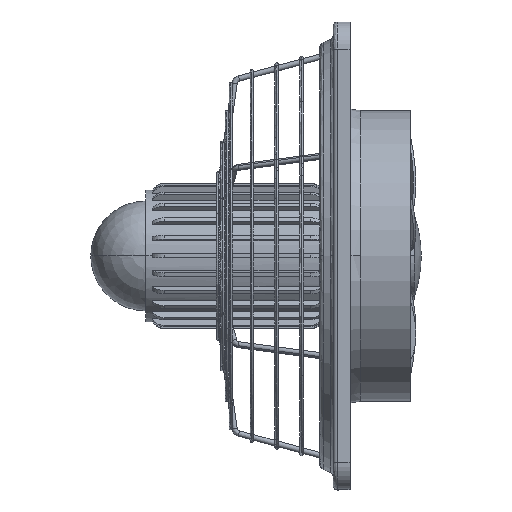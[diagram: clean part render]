
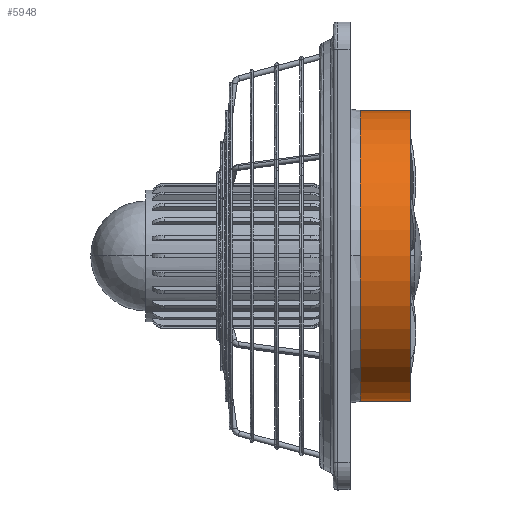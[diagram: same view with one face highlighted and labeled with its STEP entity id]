
A CAD part, top view. The second image highlights one B-rep face of the part: STEP entity #5948.
In plain terms, the highlighted cylindrical face has radius 107.5 mm (diameter 215 mm), a partial arc.
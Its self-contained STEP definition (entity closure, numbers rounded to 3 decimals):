
#1088 = CARTESIAN_POINT ( 'NONE',  ( 95.433, -85.774, 0. ) ) ;
#1767 = CYLINDRICAL_SURFACE ( 'NONE', #16791, 107.5 ) ;
#1893 = CARTESIAN_POINT ( 'NONE',  ( 76.933, -193.274, 0. ) ) ;
#2777 = DIRECTION ( 'NONE',  ( 1., 0., 0. ) ) ;
#2795 = EDGE_LOOP ( 'NONE', ( #32825, #10682, #25290, #17005, #19893 ) ) ;
#3327 = VECTOR ( 'NONE', #20883, 1000. ) ;
#4573 = VECTOR ( 'NONE', #21247, 1000. ) ;
#5948 = ADVANCED_FACE ( 'NONE', ( #19370 ), #1767, .T. ) ;
#7086 = CARTESIAN_POINT ( 'NONE',  ( 76.933, -85.774, 0. ) ) ;
#8787 = AXIS2_PLACEMENT_3D ( 'NONE', #7086, #17875, #34195 ) ;
#9165 = EDGE_CURVE ( 'NONE', #25426, #35283, #26825, .T. ) ;
#9581 = VERTEX_POINT ( 'NONE', #1893 ) ;
#10222 = CIRCLE ( 'NONE', #11998, 107.5 ) ;
#10682 = ORIENTED_EDGE ( 'NONE', *, *, #28181, .T. ) ;
#11998 = AXIS2_PLACEMENT_3D ( 'NONE', #29676, #2777, #35155 ) ;
#12022 = DIRECTION ( 'NONE',  ( 0., -1., 0. ) ) ;
#12999 = CARTESIAN_POINT ( 'NONE',  ( 95.433, -193.274, 0. ) ) ;
#13503 = CARTESIAN_POINT ( 'NONE',  ( 113.933, -85.774, 0. ) ) ;
#14921 = EDGE_CURVE ( 'NONE', #9581, #15422, #22163, .T. ) ;
#15422 = VERTEX_POINT ( 'NONE', #28638 ) ;
#16370 = DIRECTION ( 'NONE',  ( -1., 0., 0. ) ) ;
#16791 = AXIS2_PLACEMENT_3D ( 'NONE', #1088, #31099, #12022 ) ;
#17005 = ORIENTED_EDGE ( 'NONE', *, *, #14921, .T. ) ;
#17656 = VERTEX_POINT ( 'NONE', #30462 ) ;
#17875 = DIRECTION ( 'NONE',  ( 1., 0., 0. ) ) ;
#18755 = DIRECTION ( 'NONE',  ( 0., -1., 0. ) ) ;
#19181 = EDGE_CURVE ( 'NONE', #15422, #35283, #22191, .T. ) ;
#19267 = CIRCLE ( 'NONE', #8787, 107.5 ) ;
#19370 = FACE_OUTER_BOUND ( 'NONE', #2795, .T. ) ;
#19893 = ORIENTED_EDGE ( 'NONE', *, *, #19181, .T. ) ;
#20883 = DIRECTION ( 'NONE',  ( 1., 0., 0. ) ) ;
#21247 = DIRECTION ( 'NONE',  ( 1., 0., 0. ) ) ;
#22163 = LINE ( 'NONE', #12999, #3327 ) ;
#22191 = CIRCLE ( 'NONE', #31313, 107.5 ) ;
#23156 = EDGE_CURVE ( 'NONE', #17656, #9581, #19267, .T. ) ;
#25290 = ORIENTED_EDGE ( 'NONE', *, *, #23156, .T. ) ;
#25426 = VERTEX_POINT ( 'NONE', #29984 ) ;
#26825 = LINE ( 'NONE', #29018, #4573 ) ;
#28181 = EDGE_CURVE ( 'NONE', #25426, #17656, #10222, .T. ) ;
#28638 = CARTESIAN_POINT ( 'NONE',  ( 113.933, -193.274, 0. ) ) ;
#29018 = CARTESIAN_POINT ( 'NONE',  ( 95.433, 21.726, 0. ) ) ;
#29676 = CARTESIAN_POINT ( 'NONE',  ( 76.933, -85.774, 0. ) ) ;
#29984 = CARTESIAN_POINT ( 'NONE',  ( 76.933, 21.726, 0. ) ) ;
#30027 = CARTESIAN_POINT ( 'NONE',  ( 113.933, 21.726, 0. ) ) ;
#30462 = CARTESIAN_POINT ( 'NONE',  ( 76.933, -85.774, 107.5 ) ) ;
#31099 = DIRECTION ( 'NONE',  ( 1., 0., 0. ) ) ;
#31313 = AXIS2_PLACEMENT_3D ( 'NONE', #13503, #16370, #18755 ) ;
#32825 = ORIENTED_EDGE ( 'NONE', *, *, #9165, .F. ) ;
#34195 = DIRECTION ( 'NONE',  ( 0., 0., 1. ) ) ;
#35155 = DIRECTION ( 'NONE',  ( 0., 0., 1. ) ) ;
#35283 = VERTEX_POINT ( 'NONE', #30027 ) ;
